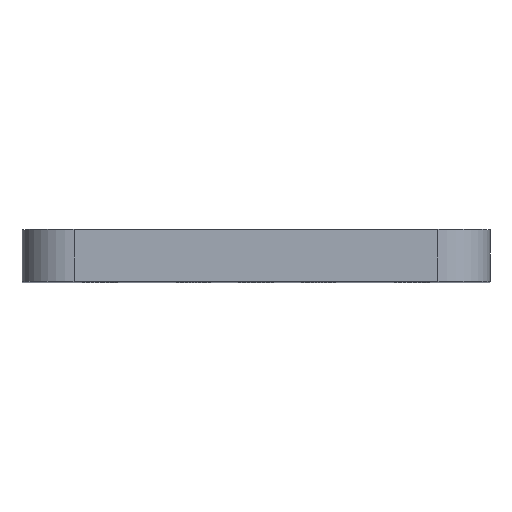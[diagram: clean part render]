
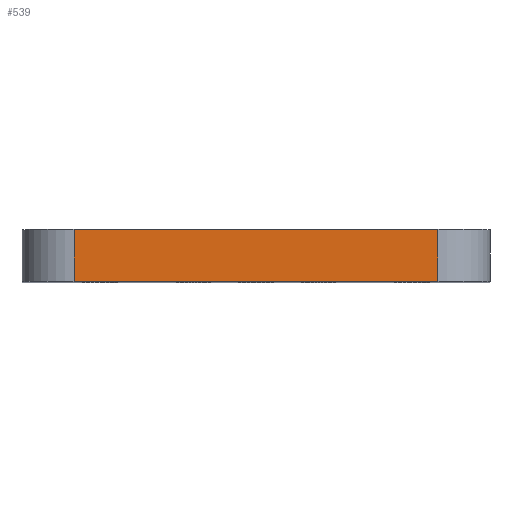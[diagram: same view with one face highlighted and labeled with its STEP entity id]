
A CAD part, top view. The second image highlights one B-rep face of the part: STEP entity #539.
In plain terms, the highlighted planar face has unit normal (0, 0, 1).
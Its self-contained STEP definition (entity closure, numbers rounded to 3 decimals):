
#12 = EDGE_CURVE ( 'NONE', #58, #1095, #796, .T. ) ;
#58 = VERTEX_POINT ( 'NONE', #999 ) ;
#96 = ORIENTED_EDGE ( 'NONE', *, *, #254, .F. ) ;
#114 = DIRECTION ( 'NONE',  ( -1., 0., 0. ) ) ;
#117 = CARTESIAN_POINT ( 'NONE',  ( 80., 0., 120. ) ) ;
#214 = DIRECTION ( 'NONE',  ( 1., 0., 0. ) ) ;
#235 = LINE ( 'NONE', #864, #426 ) ;
#254 = EDGE_CURVE ( 'NONE', #1014, #534, #551, .T. ) ;
#271 = CARTESIAN_POINT ( 'NONE',  ( 0., 10., 120. ) ) ;
#363 = DIRECTION ( 'NONE',  ( 0., -1., 0. ) ) ;
#389 = CARTESIAN_POINT ( 'NONE',  ( 0., 0., 120. ) ) ;
#426 = VECTOR ( 'NONE', #1056, 1000. ) ;
#430 = CARTESIAN_POINT ( 'NONE',  ( 80., 10., 120. ) ) ;
#449 = DIRECTION ( 'NONE',  ( 0., 0., -1. ) ) ;
#534 = VERTEX_POINT ( 'NONE', #430 ) ;
#539 = ADVANCED_FACE ( 'NONE', ( #728 ), #643, .F. ) ;
#551 = LINE ( 'NONE', #608, #949 ) ;
#608 = CARTESIAN_POINT ( 'NONE',  ( 0., 10., 120. ) ) ;
#620 = VECTOR ( 'NONE', #214, 1000. ) ;
#622 = AXIS2_PLACEMENT_3D ( 'NONE', #271, #449, #114 ) ;
#623 = CARTESIAN_POINT ( 'NONE',  ( 10., 10., 120. ) ) ;
#634 = EDGE_LOOP ( 'NONE', ( #954, #680, #96, #942 ) ) ;
#643 = PLANE ( 'NONE',  #622 ) ;
#680 = ORIENTED_EDGE ( 'NONE', *, *, #767, .T. ) ;
#728 = FACE_OUTER_BOUND ( 'NONE', #634, .T. ) ;
#767 = EDGE_CURVE ( 'NONE', #1095, #534, #235, .T. ) ;
#791 = CARTESIAN_POINT ( 'NONE',  ( 10., 10., 120. ) ) ;
#796 = LINE ( 'NONE', #389, #620 ) ;
#860 = DIRECTION ( 'NONE',  ( 1., 0., 0. ) ) ;
#863 = LINE ( 'NONE', #791, #936 ) ;
#864 = CARTESIAN_POINT ( 'NONE',  ( 80., 10., 120. ) ) ;
#936 = VECTOR ( 'NONE', #363, 1000. ) ;
#942 = ORIENTED_EDGE ( 'NONE', *, *, #962, .T. ) ;
#949 = VECTOR ( 'NONE', #860, 1000. ) ;
#954 = ORIENTED_EDGE ( 'NONE', *, *, #12, .T. ) ;
#962 = EDGE_CURVE ( 'NONE', #1014, #58, #863, .T. ) ;
#999 = CARTESIAN_POINT ( 'NONE',  ( 10., 0., 120. ) ) ;
#1014 = VERTEX_POINT ( 'NONE', #623 ) ;
#1056 = DIRECTION ( 'NONE',  ( 0., 1., 0. ) ) ;
#1095 = VERTEX_POINT ( 'NONE', #117 ) ;
